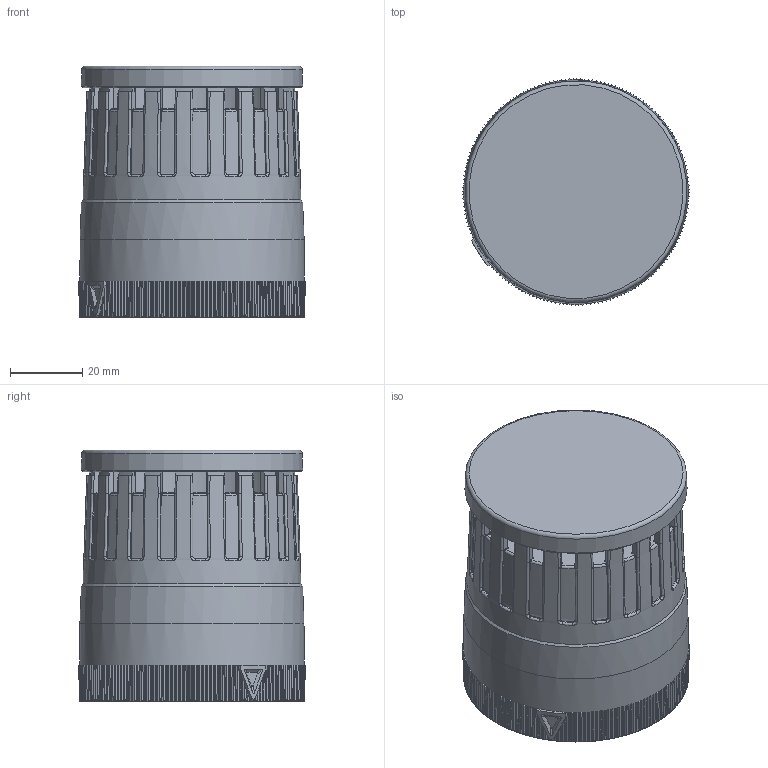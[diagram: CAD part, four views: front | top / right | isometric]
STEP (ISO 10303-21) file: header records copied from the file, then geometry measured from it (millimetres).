
FILE_DESCRIPTION(/* description */ (''),/* implementation_level */ '2;1');
FILE_NAME(/* name */ 'YDE.stp',/* time_stamp */ '2015-07-01T08:06:23+02:00',/* author */ (''),/* organization */ (''),/* preprocessor_version */ 'ST-DEVELOPER v11',/* originating_system */ 'SIEMENS PLM Software NX 7.5',/* authorisation */ '');
FILE_SCHEMA (('AUTOMOTIVE_DESIGN { 1 0 10303 214 1 1 1 1 }'));
Products named in the file (1): m.neF64Esjxj
Bounding box: 62.61 x 62.61 x 69.5 mm (x, y, z)
Volume: 161365.6 mm3; surface area: 28164.8 mm2
Topology: 1 solids, 1 shells, 1773 faces, 4795 edges, 3003 vertices
Faces by surface type: plane 683, cone 436, torus 287, bspline 259, cylinder 97, sphere 11
Full cylindrical faces by diameter (mm): 1.2 x3, 62 x1
Entity records: 66407 total; most frequent: CARTESIAN_POINT 27800, ORIENTED_EDGE 9502, DIRECTION 6113, EDGE_CURVE 4751, VERTEX_POINT 2988, B_SPLINE_CURVE_WITH_KNOTS 2762, AXIS2_PLACEMENT_3D 2609, EDGE_LOOP 1819
